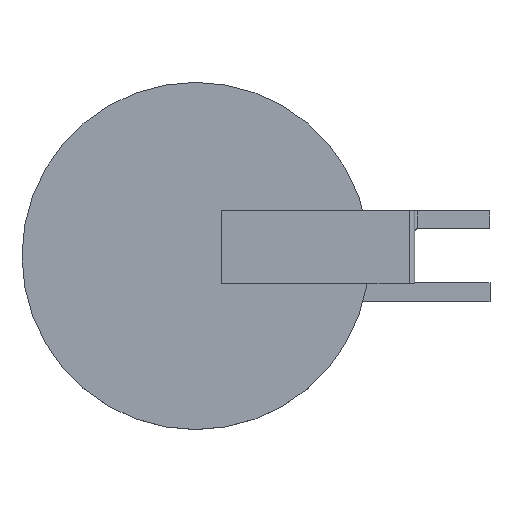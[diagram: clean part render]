
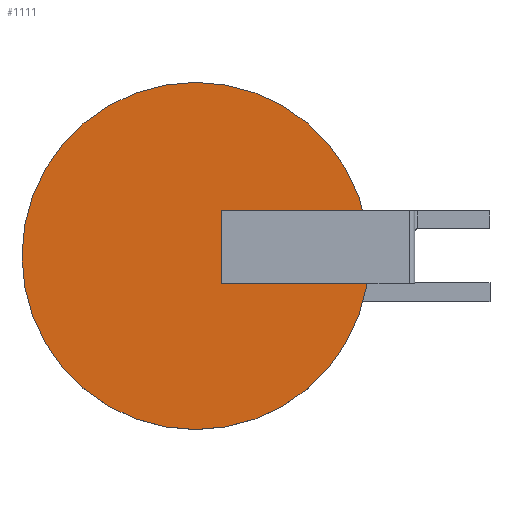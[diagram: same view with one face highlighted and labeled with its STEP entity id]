
A CAD part, top view. The second image highlights one B-rep face of the part: STEP entity #1111.
In plain terms, the highlighted planar face has unit normal (0, 0, 1).
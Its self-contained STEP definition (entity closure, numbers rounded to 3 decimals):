
#100 = EDGE_CURVE ( 'NONE', #1692, #964, #407, .T. ) ;
#161 = DIRECTION ( 'NONE',  ( -1., 0., 0. ) ) ;
#175 = ORIENTED_EDGE ( 'NONE', *, *, #100, .T. ) ;
#268 = AXIS2_PLACEMENT_3D ( 'NONE', #1940, #830, #678 ) ;
#402 = DIRECTION ( 'NONE',  ( 1., 0., 0. ) ) ;
#407 = CIRCLE ( 'NONE', #268, 4.75 ) ;
#461 = CARTESIAN_POINT ( 'NONE',  ( 4.75, 0., 2.509 ) ) ;
#554 = AXIS2_PLACEMENT_3D ( 'NONE', #2009, #1711, #402 ) ;
#678 = DIRECTION ( 'NONE',  ( -1., 0., 0. ) ) ;
#830 = DIRECTION ( 'NONE',  ( 0., 0., 1. ) ) ;
#964 = VERTEX_POINT ( 'NONE', #461 ) ;
#1111 = ADVANCED_FACE ( 'NONE', ( #1833 ), #1691, .T. ) ;
#1128 = DIRECTION ( 'NONE',  ( 0., 0., 1. ) ) ;
#1176 = CIRCLE ( 'NONE', #1780, 4.75 ) ;
#1396 = CARTESIAN_POINT ( 'NONE',  ( -4.75, 0., 2.509 ) ) ;
#1492 = EDGE_CURVE ( 'NONE', #964, #1692, #1176, .T. ) ;
#1691 = PLANE ( 'NONE',  #554 ) ;
#1692 = VERTEX_POINT ( 'NONE', #1396 ) ;
#1711 = DIRECTION ( 'NONE',  ( 0., 0., 1. ) ) ;
#1746 = EDGE_LOOP ( 'NONE', ( #175, #1904 ) ) ;
#1780 = AXIS2_PLACEMENT_3D ( 'NONE', #1929, #1128, #161 ) ;
#1833 = FACE_OUTER_BOUND ( 'NONE', #1746, .T. ) ;
#1904 = ORIENTED_EDGE ( 'NONE', *, *, #1492, .T. ) ;
#1929 = CARTESIAN_POINT ( 'NONE',  ( 0., 0., 2.509 ) ) ;
#1940 = CARTESIAN_POINT ( 'NONE',  ( 0., 0., 2.509 ) ) ;
#2009 = CARTESIAN_POINT ( 'NONE',  ( 0., 0., 2.509 ) ) ;
